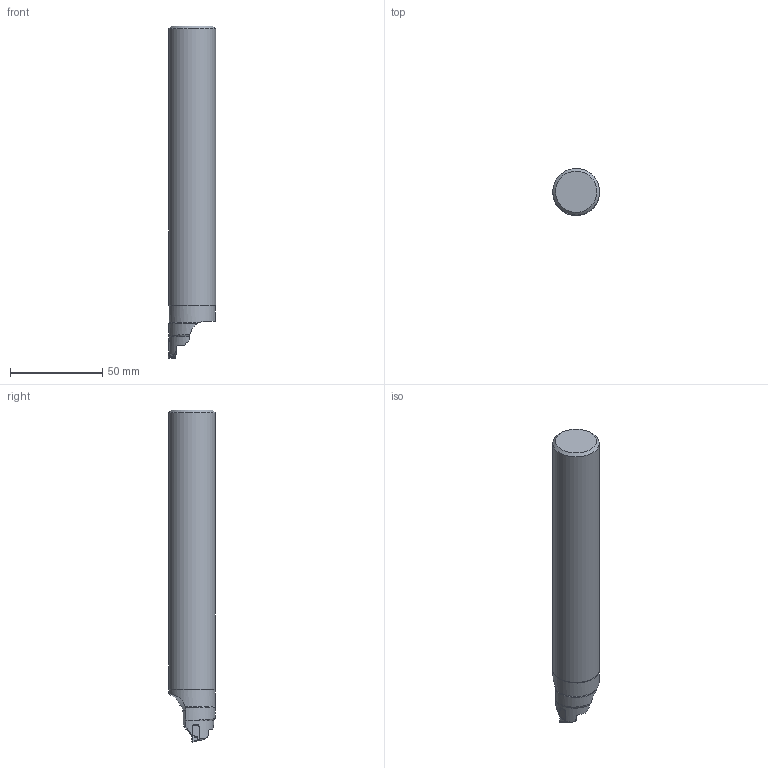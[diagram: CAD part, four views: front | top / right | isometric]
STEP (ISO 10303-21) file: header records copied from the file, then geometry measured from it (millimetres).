
FILE_DESCRIPTION(/* description */ (''),/* implementation_level */ '2;1');
FILE_NAME(/* name */ 'toolassembly_1.stp',/* time_stamp */ '2021-11-29T12:23:12+01:00',/* author */ (''),/* organization */ ('SMS'),/* preprocessor_version */ 'ST-DEVELOPER v16.7',/* originating_system */ 'SIEMENS PLM Software NX 12.0',/* authorisation */ '');
FILE_SCHEMA (('AUTOMOTIVE_DESIGN { 1 0 10303 214 3 1 1 1 }'));
Length unit declared in the file: millimetre
Products named in the file (4): ASSEMBLY_CONSTRUCTION; CUT_20211129122219; NOCUT_20211129122154; TOOLASSEMBLY_1
Assembly tree (3 placements, depth 2):
  TOOLASSEMBLY_1
    NOCUT_20211129122154
    CUT_20211129122219
    ASSEMBLY_CONSTRUCTION
Bounding box: 25.58 x 25.39 x 180 mm (x, y, z)
Volume: 82612.6 mm3; surface area: 14412.3 mm2
Topology: 2 solids, 2 shells, 103 faces, 270 edges, 171 vertices
Faces by surface type: plane 36, cylinder 33, bspline 20, extrusion 7, torus 4, cone 3
Full cylindrical faces by diameter (mm): 25.15 x1, 25.369 x1
Entity records: 4874 total; most frequent: CARTESIAN_POINT 2410, ORIENTED_EDGE 512, DIRECTION 448, EDGE_CURVE 256, AXIS2_PLACEMENT_3D 165, VERTEX_POINT 162, VECTOR 118, LINE 111
